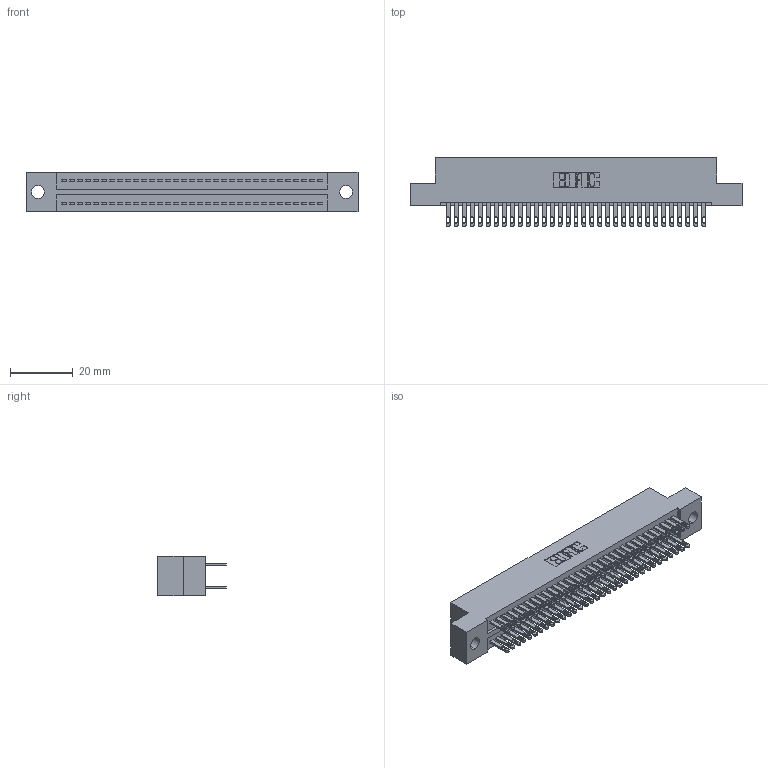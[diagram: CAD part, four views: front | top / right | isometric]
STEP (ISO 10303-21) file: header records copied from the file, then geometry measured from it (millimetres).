
FILE_DESCRIPTION (( 'STEP AP203' ), '1' );
FILE_NAME ('325-066-500-209.STEP', '2020-02-25T03:18:35', ( '' ), ( '' ), 'SwSTEP 2.0', 'SolidWorks 2016', '' );
FILE_SCHEMA (( 'CONFIG_CONTROL_DESIGN' ));
Length unit declared in the file: inch
Products named in the file (3): 325-292-001_325-293-100; 325 Part_.160 TH; 325-066-500-209
Assembly tree (67 placements, depth 2):
  325-066-500-209
    325 Part_.160 TH
    325-292-001_325-293-100  x66
Bounding box: 105.54 x 21.84 x 12.45 mm (x, y, z)
Volume: 13514.5 mm3; surface area: 16754.6 mm2
Topology: 67 solids, 67 shells, 3282 faces, 10013 edges, 6674 vertices
Faces by surface type: plane 2050, cylinder 1232
Entity records: 22327 total; most frequent: CARTESIAN_POINT 3710, ORIENTED_EDGE 3646, DIRECTION 3187, EDGE_CURVE 1823, VECTOR 1691, LINE 1691, VERTEX_POINT 1214, AXIS2_PLACEMENT_3D 748
